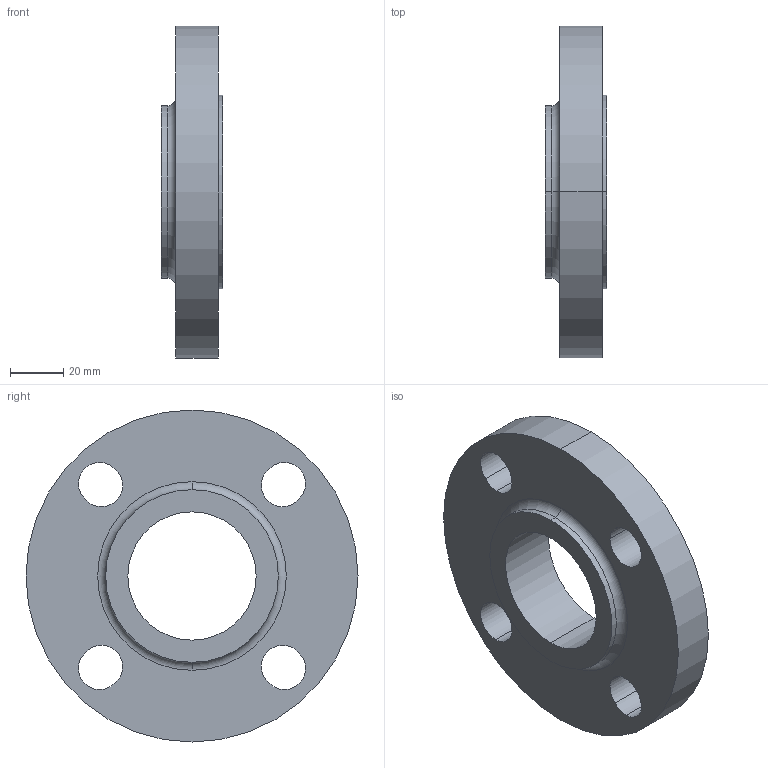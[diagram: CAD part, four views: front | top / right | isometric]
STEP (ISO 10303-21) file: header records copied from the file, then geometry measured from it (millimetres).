
FILE_DESCRIPTION (( 'STEP AP203' ), '1' );
FILE_NAME ('OEM-40-150-SO-M-316L_REV_.step', '2025-11-20T01:06:14', ( '' ), ( '' ), 'SwSTEP 2.0', 'SolidWorks 2025', '' );
FILE_SCHEMA (( 'CONFIG_CONTROL_DESIGN' ));
Length unit declared in the file: millimetre
Products named in the file (1): OEM-40-150-SO-M-316L_REV_
Bounding box: 23 x 125 x 125 mm (x, y, z)
Volume: 165334.6 mm3; surface area: 33471.7 mm2
Topology: 1 solids, 1 shells, 28 faces, 70 edges, 46 vertices
Faces by surface type: cylinder 22, plane 4, torus 2
Entity records: 963 total; most frequent: DIRECTION 176, CARTESIAN_POINT 145, ORIENTED_EDGE 140, AXIS2_PLACEMENT_3D 77, EDGE_CURVE 70, CIRCLE 48, VERTEX_POINT 46, EDGE_LOOP 40
